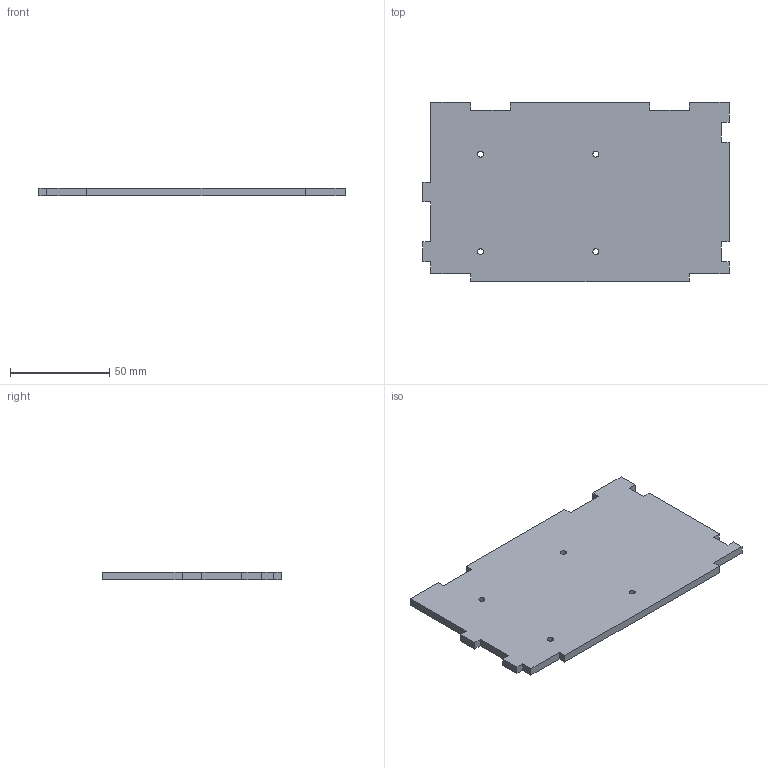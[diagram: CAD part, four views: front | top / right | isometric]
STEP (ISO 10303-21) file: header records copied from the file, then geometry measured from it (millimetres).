
FILE_DESCRIPTION(/* description */ (''),/* implementation_level */ '2;1');
FILE_NAME(/* name */ '19_rpi_case_groundplate.stp',/* time_stamp */ '2019-04-24T16:26:09+02:00',/* author */ (''),/* organization */ (''),/* preprocessor_version */ 'ST-DEVELOPER v16.7',/* originating_system */ 'SIEMENS PLM Software NX 12.0',/* authorisation */ '');
FILE_SCHEMA (('AP203_CONFIGURATION_CONTROLLED_3D_DESIGN_OF_MECHANICAL_PARTS_AND_ASSEMBLIES_MIM_LF { 1 0 10303 403 2 1 2}'));
Length unit declared in the file: millimetre
Products named in the file (1): 19_rpi_case_groundplate
Bounding box: 154 x 90 x 4 mm (x, y, z)
Volume: 52606.9 mm3; surface area: 28566.2 mm2
Topology: 1 solids, 1 shells, 38 faces, 108 edges, 72 vertices
Faces by surface type: plane 34, cylinder 4
Full cylindrical faces by diameter (mm): 3 x4
Entity records: 1310 total; most frequent: CARTESIAN_POINT 215, ORIENTED_EDGE 208, DIRECTION 190, EDGE_CURVE 104, LINE 96, VECTOR 96, VERTEX_POINT 72, EDGE_LOOP 50
